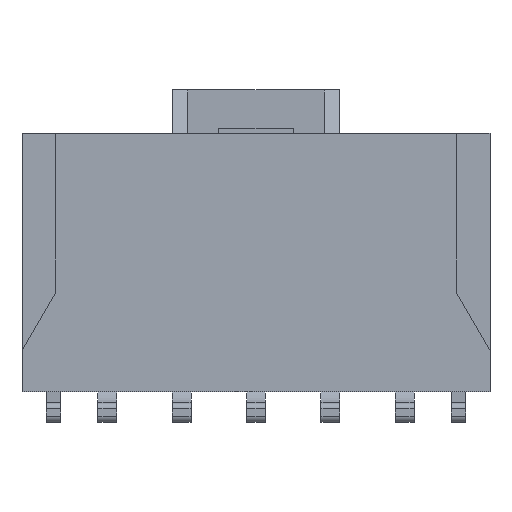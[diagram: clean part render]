
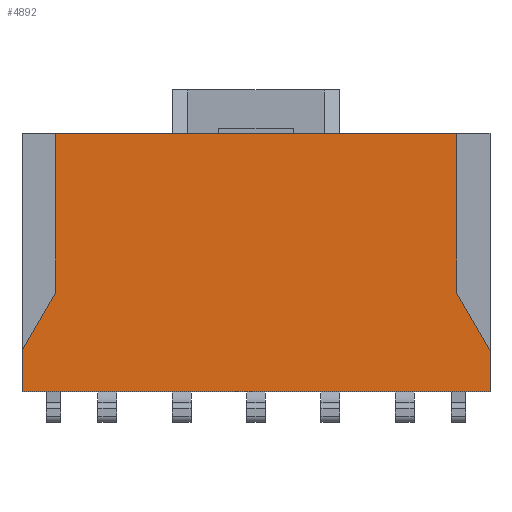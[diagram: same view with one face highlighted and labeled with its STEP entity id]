
A CAD part, front view. The second image highlights one B-rep face of the part: STEP entity #4892.
In plain terms, the highlighted planar face has unit normal (0, -1, 0).
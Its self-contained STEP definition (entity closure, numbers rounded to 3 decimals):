
#1=DIRECTION('',(-0.5,0.,-0.866));
#2=VECTOR('',#1,2.23);
#3=CARTESIAN_POINT('',(-6.75,-2.99,3.321));
#4=LINE('',#3,#2);
#5=DIRECTION('',(0.,0.,-1.));
#6=VECTOR('',#5,5.369);
#7=CARTESIAN_POINT('',(-6.75,-2.99,8.69));
#8=LINE('',#7,#6);
#9=DIRECTION('',(1.,0.,0.));
#10=VECTOR('',#9,13.5);
#11=CARTESIAN_POINT('',(-6.75,-2.99,8.69));
#12=LINE('',#11,#10);
#13=DIRECTION('',(0.,0.,-1.));
#14=VECTOR('',#13,5.369);
#15=CARTESIAN_POINT('',(6.75,-2.99,8.69));
#16=LINE('',#15,#14);
#17=DIRECTION('',(-0.5,0.,0.866));
#18=VECTOR('',#17,2.23);
#19=CARTESIAN_POINT('',(7.865,-2.99,1.39));
#20=LINE('',#19,#18);
#21=DIRECTION('',(0.,0.,-1.));
#22=VECTOR('',#21,1.39);
#23=CARTESIAN_POINT('',(7.865,-2.99,1.39));
#24=LINE('',#23,#22);
#25=DIRECTION('',(-1.,0.,0.));
#26=VECTOR('',#25,15.73);
#27=CARTESIAN_POINT('',(7.865,-2.99,0.));
#28=LINE('',#27,#26);
#29=DIRECTION('',(0.,0.,1.));
#30=VECTOR('',#29,1.39);
#31=CARTESIAN_POINT('',(-7.865,-2.99,0.));
#32=LINE('',#31,#30);
#3709=CARTESIAN_POINT('',(7.865,-2.99,0.));
#3710=CARTESIAN_POINT('',(-7.865,-2.99,0.));
#3711=VERTEX_POINT('',#3709);
#3712=VERTEX_POINT('',#3710);
#3885=CARTESIAN_POINT('',(-6.75,-2.99,3.321));
#3886=VERTEX_POINT('',#3885);
#3887=CARTESIAN_POINT('',(6.75,-2.99,3.321));
#3888=VERTEX_POINT('',#3887);
#3889=CARTESIAN_POINT('',(-7.865,-2.99,1.39));
#3890=VERTEX_POINT('',#3889);
#3891=CARTESIAN_POINT('',(-6.75,-2.99,8.69));
#3892=VERTEX_POINT('',#3891);
#3893=CARTESIAN_POINT('',(7.865,-2.99,1.39));
#3894=VERTEX_POINT('',#3893);
#3895=CARTESIAN_POINT('',(6.75,-2.99,8.69));
#3896=VERTEX_POINT('',#3895);
#4869=CARTESIAN_POINT('',(0.,-2.99,0.));
#4870=DIRECTION('',(0.,1.,0.));
#4871=DIRECTION('',(-1.,0.,0.));
#4872=AXIS2_PLACEMENT_3D('',#4869,#4870,#4871);
#4873=PLANE('',#4872);
#4875=ORIENTED_EDGE('',*,*,#4874,.F.);
#4877=ORIENTED_EDGE('',*,*,#4876,.F.);
#4879=ORIENTED_EDGE('',*,*,#4878,.T.);
#4881=ORIENTED_EDGE('',*,*,#4880,.T.);
#4883=ORIENTED_EDGE('',*,*,#4882,.F.);
#4885=ORIENTED_EDGE('',*,*,#4884,.T.);
#4887=ORIENTED_EDGE('',*,*,#4886,.T.);
#4889=ORIENTED_EDGE('',*,*,#4888,.T.);
#4890=EDGE_LOOP('',(#4875,#4877,#4879,#4881,#4883,#4885,#4887,#4889));
#4891=FACE_OUTER_BOUND('',#4890,.F.);
#4892=ADVANCED_FACE('',(#4891),#4873,.F.);
#4874=EDGE_CURVE('',#3886,#3890,#4,.T.);
#4876=EDGE_CURVE('',#3892,#3886,#8,.T.);
#4878=EDGE_CURVE('',#3892,#3896,#12,.T.);
#4880=EDGE_CURVE('',#3896,#3888,#16,.T.);
#4882=EDGE_CURVE('',#3894,#3888,#20,.T.);
#4884=EDGE_CURVE('',#3894,#3711,#24,.T.);
#4886=EDGE_CURVE('',#3711,#3712,#28,.T.);
#4888=EDGE_CURVE('',#3712,#3890,#32,.T.);
